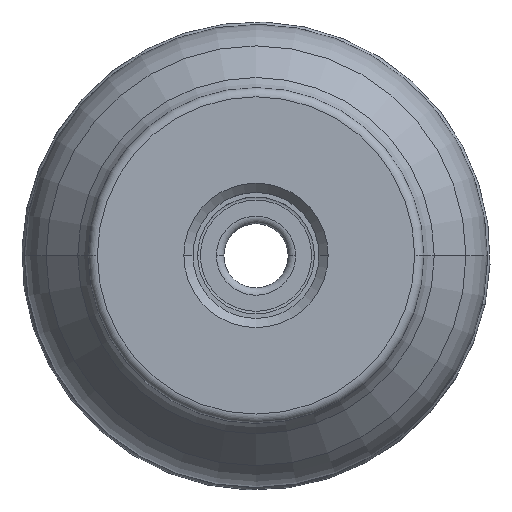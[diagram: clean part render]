
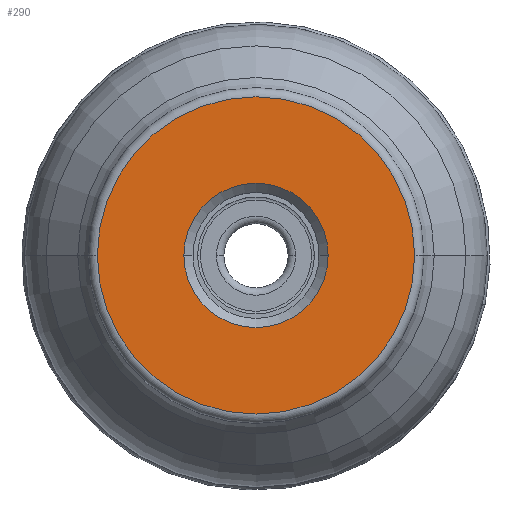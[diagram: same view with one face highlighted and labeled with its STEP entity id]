
A CAD part, top view. The second image highlights one B-rep face of the part: STEP entity #290.
In plain terms, the highlighted planar face has unit normal (0, 0, 1).
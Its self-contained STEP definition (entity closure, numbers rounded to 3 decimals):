
#63=PLANE('',#2593);
#71=FACE_BOUND('',#586,.T.);
#72=FACE_BOUND('',#587,.T.);
#290=ADVANCED_FACE('',(#71,#72),#63,.T.);
#586=EDGE_LOOP('',(#1037,#1038));
#587=EDGE_LOOP('',(#1039,#1040,#1041,#1042));
#1037=ORIENTED_EDGE('',*,*,#1659,.F.);
#1038=ORIENTED_EDGE('',*,*,#1663,.F.);
#1039=ORIENTED_EDGE('',*,*,#1664,.F.);
#1040=ORIENTED_EDGE('',*,*,#1665,.F.);
#1041=ORIENTED_EDGE('',*,*,#1666,.F.);
#1042=ORIENTED_EDGE('',*,*,#1667,.F.);
#1378=VERTEX_POINT('',#5577);
#1379=VERTEX_POINT('',#5579);
#1381=VERTEX_POINT('',#5588);
#1382=VERTEX_POINT('',#5589);
#1383=VERTEX_POINT('',#5591);
#1384=VERTEX_POINT('',#5593);
#1659=EDGE_CURVE('',#1378,#1379,#2042,.T.);
#1663=EDGE_CURVE('',#1379,#1378,#2046,.T.);
#1664=EDGE_CURVE('',#1381,#1382,#2047,.T.);
#1665=EDGE_CURVE('',#1383,#1381,#2048,.T.);
#1666=EDGE_CURVE('',#1384,#1383,#2049,.T.);
#1667=EDGE_CURVE('',#1382,#1384,#2050,.T.);
#2042=CIRCLE('',#2582,17.255);
#2046=CIRCLE('',#2587,17.255);
#2047=CIRCLE('',#2589,7.85);
#2048=CIRCLE('',#2590,7.85);
#2049=CIRCLE('',#2591,7.85);
#2050=CIRCLE('',#2592,7.85);
#2582=AXIS2_PLACEMENT_3D('',#5578,#3157,#3158);
#2587=AXIS2_PLACEMENT_3D('',#5585,#3167,#3168);
#2589=AXIS2_PLACEMENT_3D('',#5587,#3171,#3172);
#2590=AXIS2_PLACEMENT_3D('',#5590,#3173,#3174);
#2591=AXIS2_PLACEMENT_3D('',#5592,#3175,#3176);
#2592=AXIS2_PLACEMENT_3D('',#5594,#3177,#3178);
#2593=AXIS2_PLACEMENT_3D('',#5595,#3179,#3180);
#3157=DIRECTION('',(0.,0.,-1.));
#3158=DIRECTION('',(-1.,0.,0.));
#3167=DIRECTION('',(0.,0.,-1.));
#3168=DIRECTION('',(1.,0.,0.));
#3171=DIRECTION('',(0.,0.,1.));
#3172=DIRECTION('',(-1.,0.,0.));
#3173=DIRECTION('',(0.,0.,1.));
#3174=DIRECTION('',(0.,1.,0.));
#3175=DIRECTION('',(0.,0.,1.));
#3176=DIRECTION('',(1.,0.,0.));
#3177=DIRECTION('',(0.,0.,1.));
#3178=DIRECTION('',(0.,-1.,0.));
#3179=DIRECTION('',(0.,0.,1.));
#3180=DIRECTION('',(-1.,0.,0.));
#5577=CARTESIAN_POINT('',(-17.255,0.,0.));
#5578=CARTESIAN_POINT('',(0.,0.,0.));
#5579=CARTESIAN_POINT('',(17.255,0.,0.));
#5585=CARTESIAN_POINT('',(0.,0.,0.));
#5587=CARTESIAN_POINT('',(0.,0.,0.));
#5588=CARTESIAN_POINT('',(-7.85,0.,0.));
#5589=CARTESIAN_POINT('',(0.,-7.85,0.));
#5590=CARTESIAN_POINT('',(0.,0.,0.));
#5591=CARTESIAN_POINT('',(0.,7.85,0.));
#5592=CARTESIAN_POINT('',(0.,0.,0.));
#5593=CARTESIAN_POINT('',(7.85,0.,0.));
#5594=CARTESIAN_POINT('',(0.,0.,0.));
#5595=CARTESIAN_POINT('',(0.,0.,0.));
